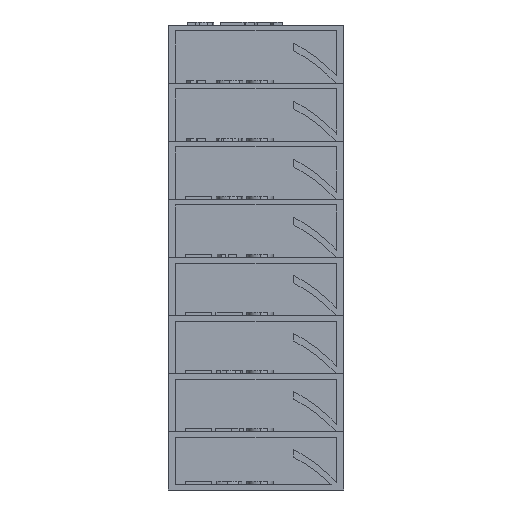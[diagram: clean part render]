
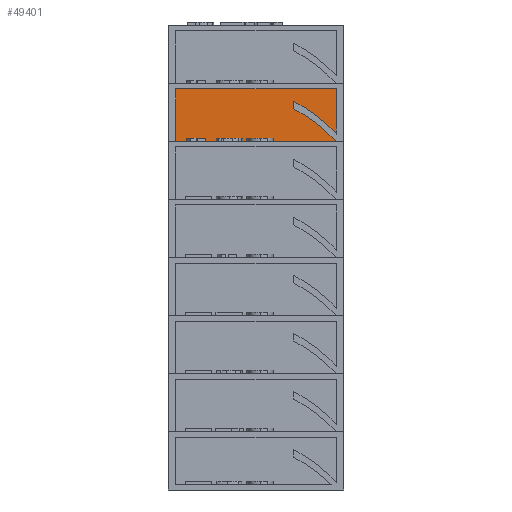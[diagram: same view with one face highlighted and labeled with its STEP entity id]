
A CAD part, front view. The second image highlights one B-rep face of the part: STEP entity #49401.
In plain terms, the highlighted planar face has unit normal (0, -1, 0).
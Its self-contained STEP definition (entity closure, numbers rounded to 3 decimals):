
#48458 = PLANE('',#48459);
#48459 = AXIS2_PLACEMENT_3D('',#48460,#48461,#48462);
#48460 = CARTESIAN_POINT('',(0.,2.331,59.4));
#48461 = DIRECTION('',(0.,0.,1.));
#48462 = DIRECTION('',(1.,0.,0.));
#48595 = VERTEX_POINT('',#48596);
#48596 = CARTESIAN_POINT('',(13.7,3.7,59.4));
#48610 = PLANE('',#48611);
#48611 = AXIS2_PLACEMENT_3D('',#48612,#48613,#48614);
#48612 = CARTESIAN_POINT('',(13.7,-5.,59.4));
#48613 = DIRECTION('',(-1.,0.,0.));
#48614 = DIRECTION('',(0.,1.,0.));
#48622 = EDGE_CURVE('',#48595,#48623,#48625,.T.);
#48623 = VERTEX_POINT('',#48624);
#48624 = CARTESIAN_POINT('',(-13.7,3.7,59.4));
#48625 = SURFACE_CURVE('',#48626,(#48630,#48637),.PCURVE_S1.);
#48626 = LINE('',#48627,#48628);
#48627 = CARTESIAN_POINT('',(13.7,3.7,59.4));
#48628 = VECTOR('',#48629,1.);
#48629 = DIRECTION('',(-1.,0.,0.));
#48630 = PCURVE('',#48458,#48631);
#48631 = DEFINITIONAL_REPRESENTATION('',(#48632),#48636);
#48632 = LINE('',#48633,#48634);
#48633 = CARTESIAN_POINT('',(13.7,1.369));
#48634 = VECTOR('',#48635,1.);
#48635 = DIRECTION('',(-1.,0.));
#48636 = ( GEOMETRIC_REPRESENTATION_CONTEXT(2) 
PARAMETRIC_REPRESENTATION_CONTEXT() REPRESENTATION_CONTEXT('2D SPACE',''
  ) );
#48637 = PCURVE('',#48638,#48643);
#48638 = PLANE('',#48639);
#48639 = AXIS2_PLACEMENT_3D('',#48640,#48641,#48642);
#48640 = CARTESIAN_POINT('',(13.7,3.7,59.4));
#48641 = DIRECTION('',(0.,-1.,0.));
#48642 = DIRECTION('',(-1.,0.,0.));
#48643 = DEFINITIONAL_REPRESENTATION('',(#48644),#48648);
#48644 = LINE('',#48645,#48646);
#48645 = CARTESIAN_POINT('',(0.,-0.));
#48646 = VECTOR('',#48647,1.);
#48647 = DIRECTION('',(1.,0.));
#48648 = ( GEOMETRIC_REPRESENTATION_CONTEXT(2) 
PARAMETRIC_REPRESENTATION_CONTEXT() REPRESENTATION_CONTEXT('2D SPACE',''
  ) );
#48666 = PLANE('',#48667);
#48667 = AXIS2_PLACEMENT_3D('',#48668,#48669,#48670);
#48668 = CARTESIAN_POINT('',(-13.7,3.7,59.4));
#48669 = DIRECTION('',(1.,0.,0.));
#48670 = DIRECTION('',(0.,-1.,0.));
#48951 = PLANE('',#48952);
#48952 = AXIS2_PLACEMENT_3D('',#48953,#48954,#48955);
#48953 = CARTESIAN_POINT('',(0.,0.,68.4));
#48954 = DIRECTION('',(0.,0.,1.));
#48955 = DIRECTION('',(1.,0.,0.));
#49358 = VERTEX_POINT('',#49359);
#49359 = CARTESIAN_POINT('',(13.7,3.7,68.4));
#49380 = EDGE_CURVE('',#48595,#49358,#49381,.T.);
#49381 = SURFACE_CURVE('',#49382,(#49386,#49393),.PCURVE_S1.);
#49382 = LINE('',#49383,#49384);
#49383 = CARTESIAN_POINT('',(13.7,3.7,59.4));
#49384 = VECTOR('',#49385,1.);
#49385 = DIRECTION('',(0.,0.,1.));
#49386 = PCURVE('',#48610,#49387);
#49387 = DEFINITIONAL_REPRESENTATION('',(#49388),#49392);
#49388 = LINE('',#49389,#49390);
#49389 = CARTESIAN_POINT('',(8.7,0.));
#49390 = VECTOR('',#49391,1.);
#49391 = DIRECTION('',(0.,-1.));
#49392 = ( GEOMETRIC_REPRESENTATION_CONTEXT(2) 
PARAMETRIC_REPRESENTATION_CONTEXT() REPRESENTATION_CONTEXT('2D SPACE',''
  ) );
#49393 = PCURVE('',#48638,#49394);
#49394 = DEFINITIONAL_REPRESENTATION('',(#49395),#49399);
#49395 = LINE('',#49396,#49397);
#49396 = CARTESIAN_POINT('',(0.,-0.));
#49397 = VECTOR('',#49398,1.);
#49398 = DIRECTION('',(0.,-1.));
#49399 = ( GEOMETRIC_REPRESENTATION_CONTEXT(2) 
PARAMETRIC_REPRESENTATION_CONTEXT() REPRESENTATION_CONTEXT('2D SPACE',''
  ) );
#49401 = ADVANCED_FACE('',(#49402),#48638,.T.);
#49402 = FACE_BOUND('',#49403,.T.);
#49403 = EDGE_LOOP('',(#49404,#49405,#49406,#49429));
#49404 = ORIENTED_EDGE('',*,*,#48622,.F.);
#49405 = ORIENTED_EDGE('',*,*,#49380,.T.);
#49406 = ORIENTED_EDGE('',*,*,#49407,.T.);
#49407 = EDGE_CURVE('',#49358,#49408,#49410,.T.);
#49408 = VERTEX_POINT('',#49409);
#49409 = CARTESIAN_POINT('',(-13.7,3.7,68.4));
#49410 = SURFACE_CURVE('',#49411,(#49415,#49422),.PCURVE_S1.);
#49411 = LINE('',#49412,#49413);
#49412 = CARTESIAN_POINT('',(6.85,3.7,68.4));
#49413 = VECTOR('',#49414,1.);
#49414 = DIRECTION('',(-1.,0.,0.));
#49415 = PCURVE('',#48638,#49416);
#49416 = DEFINITIONAL_REPRESENTATION('',(#49417),#49421);
#49417 = LINE('',#49418,#49419);
#49418 = CARTESIAN_POINT('',(6.85,-9.));
#49419 = VECTOR('',#49420,1.);
#49420 = DIRECTION('',(1.,0.));
#49421 = ( GEOMETRIC_REPRESENTATION_CONTEXT(2) 
PARAMETRIC_REPRESENTATION_CONTEXT() REPRESENTATION_CONTEXT('2D SPACE',''
  ) );
#49422 = PCURVE('',#48951,#49423);
#49423 = DEFINITIONAL_REPRESENTATION('',(#49424),#49428);
#49424 = LINE('',#49425,#49426);
#49425 = CARTESIAN_POINT('',(6.85,3.7));
#49426 = VECTOR('',#49427,1.);
#49427 = DIRECTION('',(-1.,0.));
#49428 = ( GEOMETRIC_REPRESENTATION_CONTEXT(2) 
PARAMETRIC_REPRESENTATION_CONTEXT() REPRESENTATION_CONTEXT('2D SPACE',''
  ) );
#49429 = ORIENTED_EDGE('',*,*,#49430,.F.);
#49430 = EDGE_CURVE('',#48623,#49408,#49431,.T.);
#49431 = SURFACE_CURVE('',#49432,(#49436,#49443),.PCURVE_S1.);
#49432 = LINE('',#49433,#49434);
#49433 = CARTESIAN_POINT('',(-13.7,3.7,59.4));
#49434 = VECTOR('',#49435,1.);
#49435 = DIRECTION('',(0.,0.,1.));
#49436 = PCURVE('',#48638,#49437);
#49437 = DEFINITIONAL_REPRESENTATION('',(#49438),#49442);
#49438 = LINE('',#49439,#49440);
#49439 = CARTESIAN_POINT('',(27.4,0.));
#49440 = VECTOR('',#49441,1.);
#49441 = DIRECTION('',(0.,-1.));
#49442 = ( GEOMETRIC_REPRESENTATION_CONTEXT(2) 
PARAMETRIC_REPRESENTATION_CONTEXT() REPRESENTATION_CONTEXT('2D SPACE',''
  ) );
#49443 = PCURVE('',#48666,#49444);
#49444 = DEFINITIONAL_REPRESENTATION('',(#49445),#49449);
#49445 = LINE('',#49446,#49447);
#49446 = CARTESIAN_POINT('',(0.,0.));
#49447 = VECTOR('',#49448,1.);
#49448 = DIRECTION('',(0.,-1.));
#49449 = ( GEOMETRIC_REPRESENTATION_CONTEXT(2) 
PARAMETRIC_REPRESENTATION_CONTEXT() REPRESENTATION_CONTEXT('2D SPACE',''
  ) );
